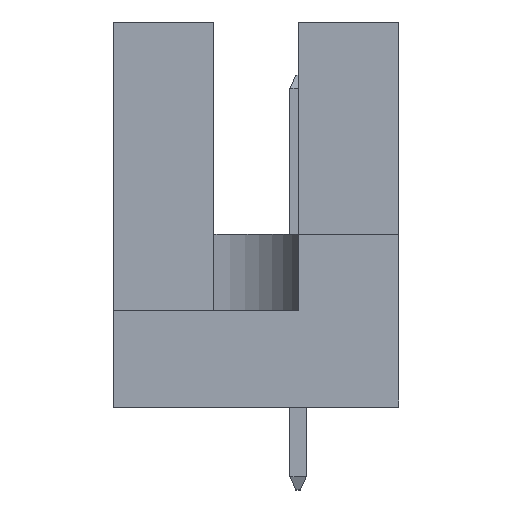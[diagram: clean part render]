
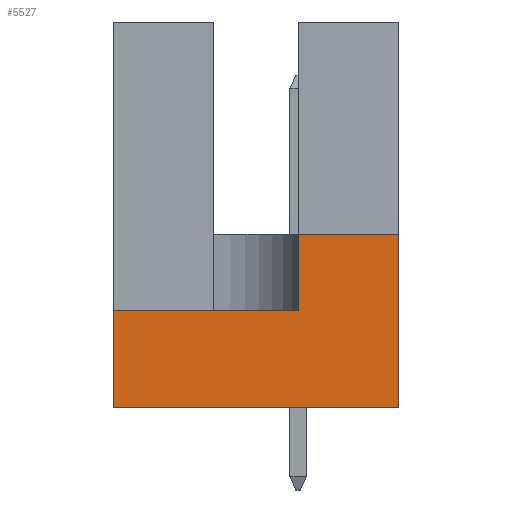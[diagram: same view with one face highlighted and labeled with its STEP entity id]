
A CAD part, left-side view. The second image highlights one B-rep face of the part: STEP entity #5527.
In plain terms, the highlighted planar face has unit normal (-1, 0, 0).
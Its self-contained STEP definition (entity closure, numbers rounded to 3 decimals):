
#3 = VERTEX_POINT ( 'NONE', #2297 ) ;
#80 = VERTEX_POINT ( 'NONE', #3874 ) ;
#523 = ORIENTED_EDGE ( 'NONE', *, *, #2116, .T. ) ;
#530 = VECTOR ( 'NONE', #1698, 1000. ) ;
#905 = LINE ( 'NONE', #2951, #3216 ) ;
#913 = LINE ( 'NONE', #6044, #4753 ) ;
#943 = VECTOR ( 'NONE', #3030, 1000. ) ;
#1510 = VECTOR ( 'NONE', #5828, 1000. ) ;
#1686 = VECTOR ( 'NONE', #2619, 1000. ) ;
#1698 = DIRECTION ( 'NONE',  ( 0., -1., 0. ) ) ;
#1951 = DIRECTION ( 'NONE',  ( 0., 0., -1. ) ) ;
#1975 = FACE_OUTER_BOUND ( 'NONE', #5521, .T. ) ;
#2040 = DIRECTION ( 'NONE',  ( 1., 0., 0. ) ) ;
#2061 = AXIS2_PLACEMENT_3D ( 'NONE', #5045, #2040, #3493 ) ;
#2116 = EDGE_CURVE ( 'NONE', #3253, #5377, #2209, .T. ) ;
#2188 = ORIENTED_EDGE ( 'NONE', *, *, #5031, .F. ) ;
#2209 = LINE ( 'NONE', #4268, #1686 ) ;
#2297 = CARTESIAN_POINT ( 'NONE',  ( -27.5, -4.3, 0. ) ) ;
#2339 = EDGE_CURVE ( 'NONE', #80, #3253, #905, .T. ) ;
#2525 = VERTEX_POINT ( 'NONE', #6298 ) ;
#2619 = DIRECTION ( 'NONE',  ( 0., 1., 0. ) ) ;
#2689 = LINE ( 'NONE', #6339, #530 ) ;
#2951 = CARTESIAN_POINT ( 'NONE',  ( -27.5, -1.27, 19.22 ) ) ;
#3030 = DIRECTION ( 'NONE',  ( 0., 0., -1. ) ) ;
#3031 = ORIENTED_EDGE ( 'NONE', *, *, #5600, .F. ) ;
#3216 = VECTOR ( 'NONE', #5623, 1000. ) ;
#3253 = VERTEX_POINT ( 'NONE', #6586 ) ;
#3493 = DIRECTION ( 'NONE',  ( 0., 0., -1. ) ) ;
#3734 = EDGE_CURVE ( 'NONE', #5377, #2525, #6537, .T. ) ;
#3874 = CARTESIAN_POINT ( 'NONE',  ( -27.5, -1.27, 5.2 ) ) ;
#4018 = ORIENTED_EDGE ( 'NONE', *, *, #3734, .T. ) ;
#4036 = ORIENTED_EDGE ( 'NONE', *, *, #2339, .T. ) ;
#4135 = LINE ( 'NONE', #4233, #1510 ) ;
#4233 = CARTESIAN_POINT ( 'NONE',  ( -27.5, 4.3, 5.2 ) ) ;
#4268 = CARTESIAN_POINT ( 'NONE',  ( -27.5, 4.3, 2.9 ) ) ;
#4753 = VECTOR ( 'NONE', #1951, 1000. ) ;
#4992 = CARTESIAN_POINT ( 'NONE',  ( -27.5, -4.3, 5.2 ) ) ;
#5031 = EDGE_CURVE ( 'NONE', #6648, #3, #913, .T. ) ;
#5045 = CARTESIAN_POINT ( 'NONE',  ( -27.5, 4.3, 11.6 ) ) ;
#5084 = PLANE ( 'NONE',  #2061 ) ;
#5268 = EDGE_CURVE ( 'NONE', #2525, #3, #2689, .T. ) ;
#5377 = VERTEX_POINT ( 'NONE', #5496 ) ;
#5496 = CARTESIAN_POINT ( 'NONE',  ( -27.5, 4.3, 2.9 ) ) ;
#5521 = EDGE_LOOP ( 'NONE', ( #3031, #4036, #523, #4018, #6261, #2188 ) ) ;
#5527 = ADVANCED_FACE ( 'NONE', ( #1975 ), #5084, .F. ) ;
#5595 = CARTESIAN_POINT ( 'NONE',  ( -27.5, 4.3, 11.6 ) ) ;
#5600 = EDGE_CURVE ( 'NONE', #80, #6648, #4135, .T. ) ;
#5623 = DIRECTION ( 'NONE',  ( 0., 0., -1. ) ) ;
#5828 = DIRECTION ( 'NONE',  ( 0., -1., 0. ) ) ;
#6044 = CARTESIAN_POINT ( 'NONE',  ( -27.5, -4.3, 11.6 ) ) ;
#6261 = ORIENTED_EDGE ( 'NONE', *, *, #5268, .T. ) ;
#6298 = CARTESIAN_POINT ( 'NONE',  ( -27.5, 4.3, 0. ) ) ;
#6339 = CARTESIAN_POINT ( 'NONE',  ( -27.5, 4.3, 0. ) ) ;
#6537 = LINE ( 'NONE', #5595, #943 ) ;
#6586 = CARTESIAN_POINT ( 'NONE',  ( -27.5, -1.27, 2.9 ) ) ;
#6648 = VERTEX_POINT ( 'NONE', #4992 ) ;
